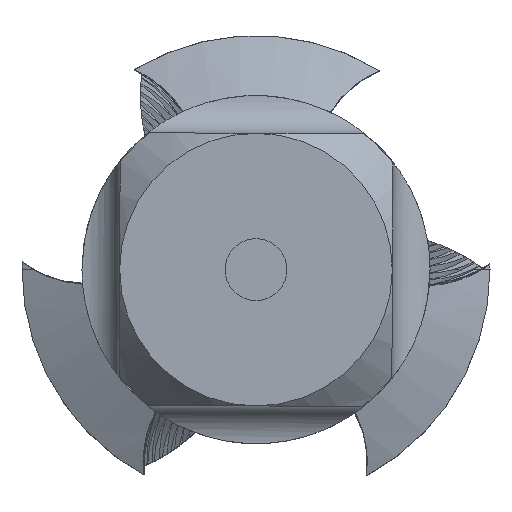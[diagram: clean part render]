
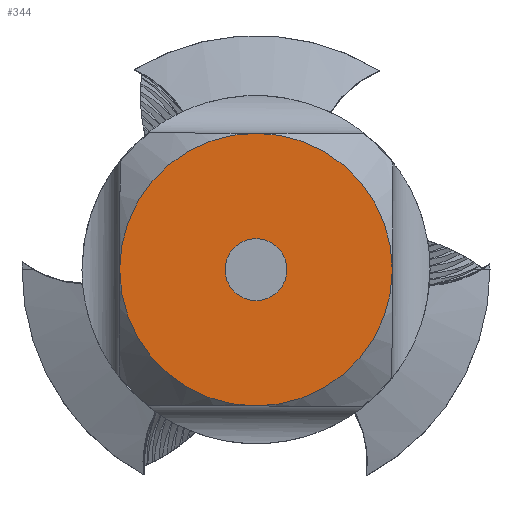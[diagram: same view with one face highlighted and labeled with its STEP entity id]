
A CAD part, front view. The second image highlights one B-rep face of the part: STEP entity #344.
In plain terms, the highlighted planar face has unit normal (0, -1, 0).
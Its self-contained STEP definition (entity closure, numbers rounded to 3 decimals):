
#344 = ADVANCED_FACE ( 'NONE', ( #4481, #7745 ), #5356, .F. ) ;
#621 = DIRECTION ( 'NONE',  ( 0., 1., 0. ) ) ;
#664 = VERTEX_POINT ( 'NONE', #8816 ) ;
#781 = CIRCLE ( 'NONE', #14192, 3.525 ) ;
#851 = AXIS2_PLACEMENT_3D ( 'NONE', #9947, #10098, #7848 ) ;
#920 = VERTEX_POINT ( 'NONE', #10612 ) ;
#1126 = CIRCLE ( 'NONE', #13173, 0.8 ) ;
#1218 = CARTESIAN_POINT ( 'NONE',  ( -0.015, 0., -3.525 ) ) ;
#1577 = CARTESIAN_POINT ( 'NONE',  ( 0., 0., 0. ) ) ;
#2025 = CIRCLE ( 'NONE', #851, 3.525 ) ;
#2208 = ORIENTED_EDGE ( 'NONE', *, *, #13588, .F. ) ;
#2215 = ORIENTED_EDGE ( 'NONE', *, *, #6987, .F. ) ;
#2604 = DIRECTION ( 'NONE',  ( -1., 0., 0. ) ) ;
#3125 = AXIS2_PLACEMENT_3D ( 'NONE', #1577, #13944, #7107 ) ;
#3424 = DIRECTION ( 'NONE',  ( 0., 1., 0. ) ) ;
#3644 = DIRECTION ( 'NONE',  ( 0., -1., 0. ) ) ;
#3853 = EDGE_CURVE ( 'NONE', #12706, #14166, #6082, .T. ) ;
#3968 = ORIENTED_EDGE ( 'NONE', *, *, #6957, .F. ) ;
#4331 = CARTESIAN_POINT ( 'NONE',  ( -4.299, 0., -4.262 ) ) ;
#4366 = AXIS2_PLACEMENT_3D ( 'NONE', #7202, #13696, #8360 ) ;
#4481 = FACE_OUTER_BOUND ( 'NONE', #8420, .T. ) ;
#4986 = CIRCLE ( 'NONE', #3125, 3.525 ) ;
#5356 = PLANE ( 'NONE',  #11645 ) ;
#5594 = ORIENTED_EDGE ( 'NONE', *, *, #3853, .F. ) ;
#5755 = ORIENTED_EDGE ( 'NONE', *, *, #10026, .F. ) ;
#5804 = CARTESIAN_POINT ( 'NONE',  ( 0., 0., 0. ) ) ;
#5912 = VERTEX_POINT ( 'NONE', #12949 ) ;
#6006 = DIRECTION ( 'NONE',  ( 0., -1., 0. ) ) ;
#6082 = CIRCLE ( 'NONE', #13012, 0.8 ) ;
#6957 = EDGE_CURVE ( 'NONE', #5912, #920, #7530, .T. ) ;
#6987 = EDGE_CURVE ( 'NONE', #664, #5912, #4986, .T. ) ;
#7107 = DIRECTION ( 'NONE',  ( -1., 0., 0. ) ) ;
#7202 = CARTESIAN_POINT ( 'NONE',  ( 0., 0., 0. ) ) ;
#7530 = CIRCLE ( 'NONE', #8688, 3.525 ) ;
#7745 = FACE_BOUND ( 'NONE', #14263, .T. ) ;
#7848 = DIRECTION ( 'NONE',  ( -1., 0., 0. ) ) ;
#7989 = EDGE_CURVE ( 'NONE', #13218, #664, #781, .T. ) ;
#8280 = CARTESIAN_POINT ( 'NONE',  ( 0., 0., 0. ) ) ;
#8360 = DIRECTION ( 'NONE',  ( -1., 0., 0. ) ) ;
#8420 = EDGE_LOOP ( 'NONE', ( #11049, #3968, #2215, #9643, #5755 ) ) ;
#8688 = AXIS2_PLACEMENT_3D ( 'NONE', #12605, #621, #2604 ) ;
#8691 = DIRECTION ( 'NONE',  ( 0.004, 0., 1. ) ) ;
#8816 = CARTESIAN_POINT ( 'NONE',  ( -3.525, 0., 0.015 ) ) ;
#9171 = CARTESIAN_POINT ( 'NONE',  ( -0.8, 0., 0. ) ) ;
#9223 = CARTESIAN_POINT ( 'NONE',  ( -3.525, 0., 0. ) ) ;
#9643 = ORIENTED_EDGE ( 'NONE', *, *, #7989, .F. ) ;
#9947 = CARTESIAN_POINT ( 'NONE',  ( 0., 0., 0. ) ) ;
#10026 = EDGE_CURVE ( 'NONE', #12895, #13218, #2025, .T. ) ;
#10095 = CARTESIAN_POINT ( 'NONE',  ( 0., 0., 0. ) ) ;
#10098 = DIRECTION ( 'NONE',  ( 0., 1., 0. ) ) ;
#10612 = CARTESIAN_POINT ( 'NONE',  ( 3.525, 0., -0.015 ) ) ;
#10614 = CIRCLE ( 'NONE', #4366, 3.525 ) ;
#10763 = CARTESIAN_POINT ( 'NONE',  ( 0.8, 0., 0. ) ) ;
#11000 = DIRECTION ( 'NONE',  ( 0., 1., 0. ) ) ;
#11049 = ORIENTED_EDGE ( 'NONE', *, *, #12467, .T. ) ;
#11165 = DIRECTION ( 'NONE',  ( -1., 0., 0. ) ) ;
#11645 = AXIS2_PLACEMENT_3D ( 'NONE', #4331, #11000, #8691 ) ;
#12447 = DIRECTION ( 'NONE',  ( 1., 0., 0. ) ) ;
#12467 = EDGE_CURVE ( 'NONE', #12895, #920, #10614, .T. ) ;
#12605 = CARTESIAN_POINT ( 'NONE',  ( 0., 0., 0. ) ) ;
#12686 = DIRECTION ( 'NONE',  ( 1., 0., 0. ) ) ;
#12706 = VERTEX_POINT ( 'NONE', #9171 ) ;
#12895 = VERTEX_POINT ( 'NONE', #1218 ) ;
#12949 = CARTESIAN_POINT ( 'NONE',  ( 0.015, 0., 3.525 ) ) ;
#13012 = AXIS2_PLACEMENT_3D ( 'NONE', #8280, #3644, #12686 ) ;
#13173 = AXIS2_PLACEMENT_3D ( 'NONE', #5804, #6006, #12447 ) ;
#13218 = VERTEX_POINT ( 'NONE', #9223 ) ;
#13588 = EDGE_CURVE ( 'NONE', #14166, #12706, #1126, .T. ) ;
#13696 = DIRECTION ( 'NONE',  ( 0., -1., 0. ) ) ;
#13944 = DIRECTION ( 'NONE',  ( 0., 1., 0. ) ) ;
#14166 = VERTEX_POINT ( 'NONE', #10763 ) ;
#14192 = AXIS2_PLACEMENT_3D ( 'NONE', #10095, #3424, #11165 ) ;
#14263 = EDGE_LOOP ( 'NONE', ( #2208, #5594 ) ) ;
